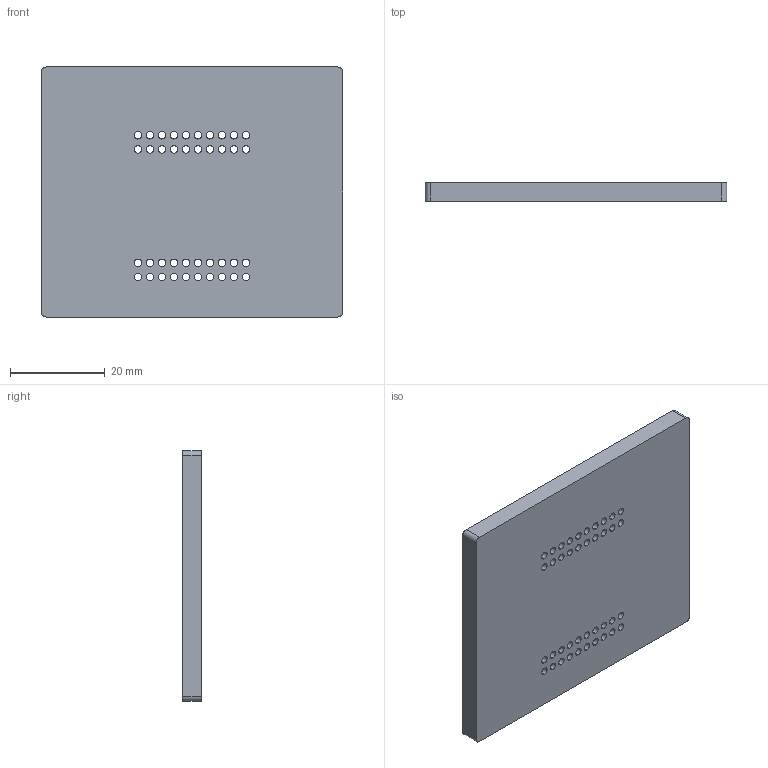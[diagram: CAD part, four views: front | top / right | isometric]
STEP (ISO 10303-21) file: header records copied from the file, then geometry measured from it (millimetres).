
FILE_DESCRIPTION (( 'STEP AP214' ), '1' );
FILE_NAME ('綴裔.STEP', '2024-10-02T12:52:43', ( '' ), ( '' ), 'SwSTEP 2.0', 'SolidWorks 2023', '' );
FILE_SCHEMA (( 'AUTOMOTIVE_DESIGN' ));
Length unit declared in the file: millimetre
Products named in the file (1): 后盖
Bounding box: 63.76 x 4 x 52.92 mm (x, y, z)
Volume: 4094.7 mm3; surface area: 8516.5 mm2
Topology: 1 solids, 1 shells, 105 faces, 300 edges, 200 vertices
Faces by surface type: cylinder 84, plane 21
Entity records: 3705 total; most frequent: DIRECTION 680, CARTESIAN_POINT 606, ORIENTED_EDGE 600, EDGE_CURVE 300, AXIS2_PLACEMENT_3D 274, VERTEX_POINT 200, EDGE_LOOP 188, CIRCLE 168
